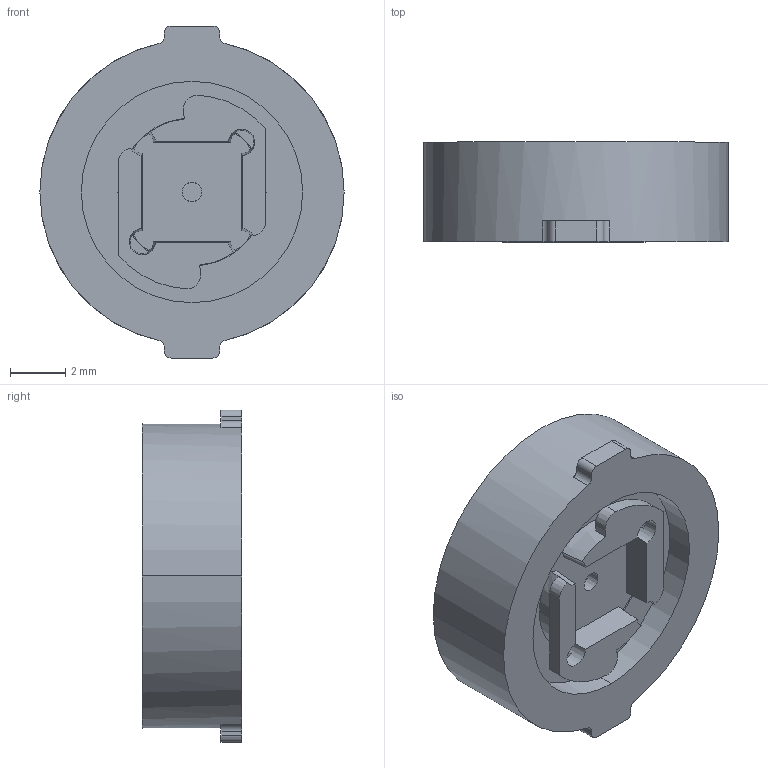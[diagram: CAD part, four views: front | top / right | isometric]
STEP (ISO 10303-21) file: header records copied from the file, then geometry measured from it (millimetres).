
FILE_DESCRIPTION (( 'STEP AP214' ), '1' );
FILE_NAME ('AH-12026-045045-A1_931_v1.0.STEP', '2023-07-14T18:05:11', ( '' ), ( '' ), 'SwSTEP 2.0', 'SolidWorks 2020', '' );
FILE_SCHEMA (( 'AUTOMOTIVE_DESIGN' ));
Length unit declared in the file: millimetre
Products named in the file (1): AH-12026-045045-A1_931_v1.0
Bounding box: 11 x 3.61 x 12 mm (x, y, z)
Volume: 294.6 mm3; surface area: 512.7 mm2
Topology: 4 solids, 4 shells, 73 faces, 197 edges, 130 vertices
Faces by surface type: plane 32, cone 21, cylinder 20
Entity records: 3280 total; most frequent: CARTESIAN_POINT 500, DIRECTION 425, ORIENTED_EDGE 394, EDGE_CURVE 197, AXIS2_PLACEMENT_3D 176, VERTEX_POINT 130, CIRCLE 102, EDGE_LOOP 81
